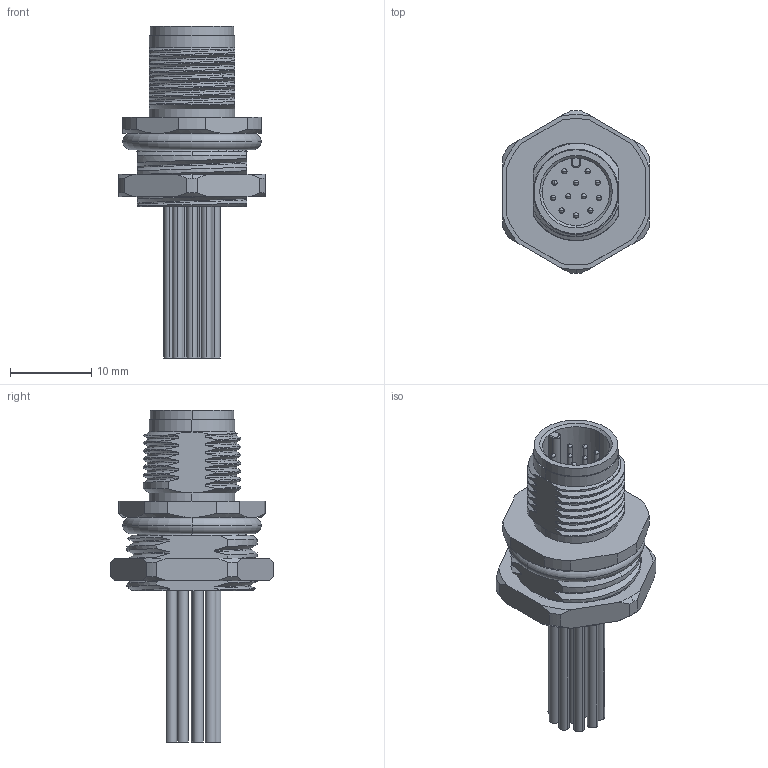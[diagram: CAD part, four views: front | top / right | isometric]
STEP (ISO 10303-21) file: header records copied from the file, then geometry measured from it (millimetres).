
FILE_DESCRIPTION (( 'STEP AP203' ), '1' );
FILE_NAME ('FCR3M12-SA12PSP0002-00.STEP', '2024-08-17T09:40:06', ( '' ), ( '' ), 'SwSTEP 2.0', 'SolidWorks 2021', '' );
FILE_SCHEMA (( 'CONFIG_CONTROL_DESIGN' ));
Length unit declared in the file: millimetre
Products named in the file (1): FCR3M12-SA12PSP0002-00
Bounding box: 18 x 20 x 40.8 mm (x, y, z)
Volume: 3292.3 mm3; surface area: 4678.7 mm2
Topology: 3 solids, 16 shells, 411 faces, 1015 edges, 648 vertices
Faces by surface type: cylinder 149, plane 82, bspline 75, cone 70, sphere 24, torus 11
Entity records: 26781 total; most frequent: CARTESIAN_POINT 17688, ORIENTED_EDGE 1934, DIRECTION 1722, EDGE_CURVE 967, AXIS2_PLACEMENT_3D 730, VERTEX_POINT 624, EDGE_LOOP 477, FACE_OUTER_BOUND 411
